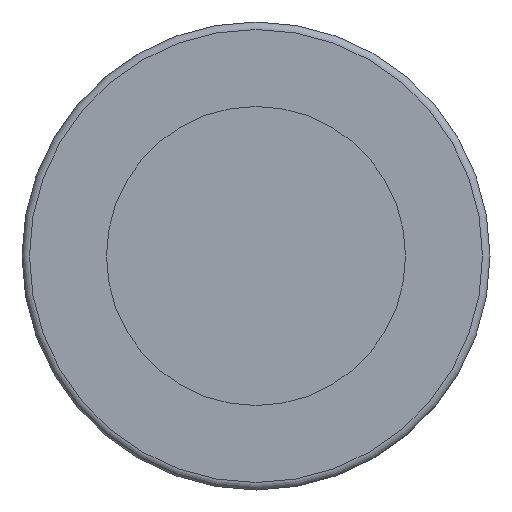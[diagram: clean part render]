
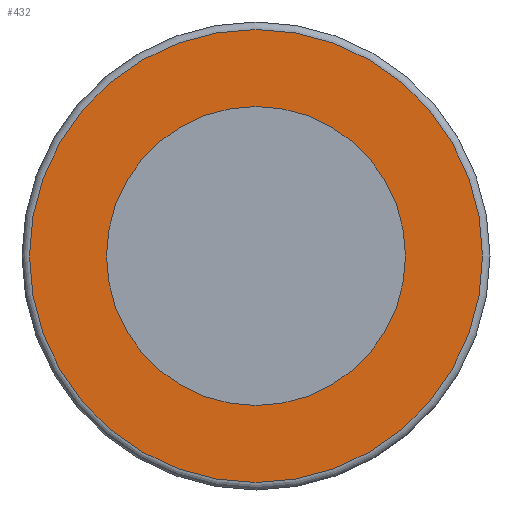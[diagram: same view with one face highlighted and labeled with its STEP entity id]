
A CAD part, front view. The second image highlights one B-rep face of the part: STEP entity #432.
In plain terms, the highlighted planar face has unit normal (0, -1, 0).
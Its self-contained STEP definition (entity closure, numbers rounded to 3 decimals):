
#56=ORIENTED_EDGE('',*,*,#93,.F.);
#57=ORIENTED_EDGE('',*,*,#92,.T.);
#92=EDGE_CURVE('',#115,#115,#138,.T.);
#93=EDGE_CURVE('',#116,#116,#139,.T.);
#115=VERTEX_POINT('',#626);
#116=VERTEX_POINT('',#629);
#138=CIRCLE('',#471,15.15);
#139=CIRCLE('',#473,10.);
#171=EDGE_LOOP('',(#56));
#172=EDGE_LOOP('',(#57));
#217=FACE_BOUND('',#171,.T.);
#218=FACE_BOUND('',#172,.T.);
#246=PLANE('',#472);
#432=ADVANCED_FACE('',(#217,#218),#246,.F.);
#471=AXIS2_PLACEMENT_3D('',#625,#540,#541);
#472=AXIS2_PLACEMENT_3D('',#627,#542,#543);
#473=AXIS2_PLACEMENT_3D('',#628,#544,#545);
#540=DIRECTION('',(0.,-1.,0.));
#541=DIRECTION('',(0.,0.,-1.));
#542=DIRECTION('',(0.,1.,0.));
#543=DIRECTION('',(0.,0.,1.));
#544=DIRECTION('',(0.,-1.,0.));
#545=DIRECTION('',(0.,0.,-1.));
#625=CARTESIAN_POINT('',(0.,0.,0.));
#626=CARTESIAN_POINT('',(0.,0.,-15.15));
#627=CARTESIAN_POINT('',(0.,0.,-15.15));
#628=CARTESIAN_POINT('',(0.,0.,0.));
#629=CARTESIAN_POINT('',(0.,0.,-10.));
